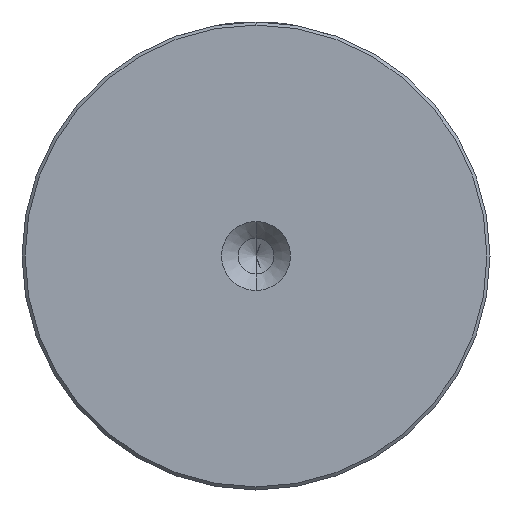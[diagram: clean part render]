
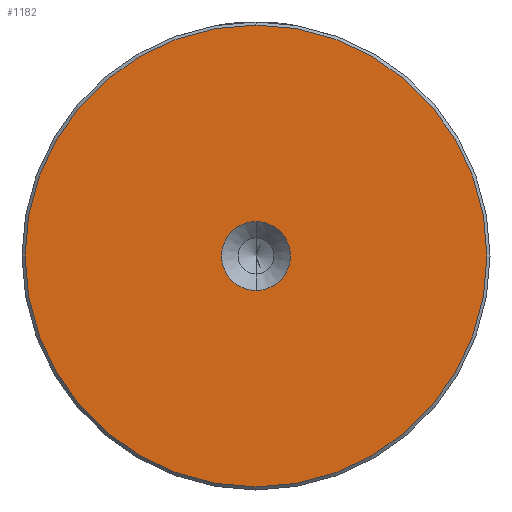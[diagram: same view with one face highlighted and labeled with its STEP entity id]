
A CAD part, left-side view. The second image highlights one B-rep face of the part: STEP entity #1182.
In plain terms, the highlighted planar face has unit normal (-1, 0, 0).
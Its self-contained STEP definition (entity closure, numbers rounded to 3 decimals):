
#62 = CARTESIAN_POINT ( 'NONE',  ( 0., 0., 0. ) ) ;
#88 = CIRCLE ( 'NONE', #337, 5.6 ) ;
#94 = FACE_OUTER_BOUND ( 'NONE', #2468, .T. ) ;
#137 = DIRECTION ( 'NONE',  ( -1., 0., 0. ) ) ;
#169 = ORIENTED_EDGE ( 'NONE', *, *, #247, .T. ) ;
#176 = DIRECTION ( 'NONE',  ( -1., 0., 0. ) ) ;
#247 = EDGE_CURVE ( 'NONE', #763, #391, #1992, .T. ) ;
#257 = AXIS2_PLACEMENT_3D ( 'NONE', #2321, #1139, #2509 ) ;
#337 = AXIS2_PLACEMENT_3D ( 'NONE', #1310, #176, #1507 ) ;
#391 = VERTEX_POINT ( 'NONE', #1884 ) ;
#412 = CIRCLE ( 'NONE', #1296, 37.5 ) ;
#585 = CARTESIAN_POINT ( 'NONE',  ( 0., 0., -37.5 ) ) ;
#677 = DIRECTION ( 'NONE',  ( 0., 0., 1. ) ) ;
#763 = VERTEX_POINT ( 'NONE', #585 ) ;
#979 = ORIENTED_EDGE ( 'NONE', *, *, #1958, .T. ) ;
#1038 = VERTEX_POINT ( 'NONE', #1538 ) ;
#1060 = CARTESIAN_POINT ( 'NONE',  ( 0., 0., 5.6 ) ) ;
#1139 = DIRECTION ( 'NONE',  ( -1., 0., 0. ) ) ;
#1144 = CIRCLE ( 'NONE', #257, 5.6 ) ;
#1182 = ADVANCED_FACE ( 'NONE', ( #94, #2109 ), #1624, .T. ) ;
#1275 = CARTESIAN_POINT ( 'NONE',  ( 0., 0., 0. ) ) ;
#1296 = AXIS2_PLACEMENT_3D ( 'NONE', #1275, #137, #1462 ) ;
#1310 = CARTESIAN_POINT ( 'NONE',  ( 0., 0., 0. ) ) ;
#1361 = AXIS2_PLACEMENT_3D ( 'NONE', #2199, #2191, #2023 ) ;
#1376 = EDGE_CURVE ( 'NONE', #1451, #1038, #1144, .T. ) ;
#1451 = VERTEX_POINT ( 'NONE', #1060 ) ;
#1462 = DIRECTION ( 'NONE',  ( 0., 0., 1. ) ) ;
#1507 = DIRECTION ( 'NONE',  ( 0., 0., 1. ) ) ;
#1538 = CARTESIAN_POINT ( 'NONE',  ( 0., 0., -5.6 ) ) ;
#1624 = PLANE ( 'NONE',  #2040 ) ;
#1641 = EDGE_CURVE ( 'NONE', #1038, #1451, #88, .T. ) ;
#1817 = DIRECTION ( 'NONE',  ( -1., 0., 0. ) ) ;
#1884 = CARTESIAN_POINT ( 'NONE',  ( 0., 0., 37.5 ) ) ;
#1958 = EDGE_CURVE ( 'NONE', #391, #763, #412, .T. ) ;
#1992 = CIRCLE ( 'NONE', #1361, 37.5 ) ;
#2023 = DIRECTION ( 'NONE',  ( 0., 0., 1. ) ) ;
#2040 = AXIS2_PLACEMENT_3D ( 'NONE', #62, #1817, #677 ) ;
#2109 = FACE_BOUND ( 'NONE', #2235, .T. ) ;
#2191 = DIRECTION ( 'NONE',  ( -1., 0., 0. ) ) ;
#2199 = CARTESIAN_POINT ( 'NONE',  ( 0., 0., 0. ) ) ;
#2235 = EDGE_LOOP ( 'NONE', ( #2278, #2372 ) ) ;
#2278 = ORIENTED_EDGE ( 'NONE', *, *, #1376, .F. ) ;
#2321 = CARTESIAN_POINT ( 'NONE',  ( 0., 0., 0. ) ) ;
#2372 = ORIENTED_EDGE ( 'NONE', *, *, #1641, .F. ) ;
#2468 = EDGE_LOOP ( 'NONE', ( #169, #979 ) ) ;
#2509 = DIRECTION ( 'NONE',  ( 0., 0., 1. ) ) ;
